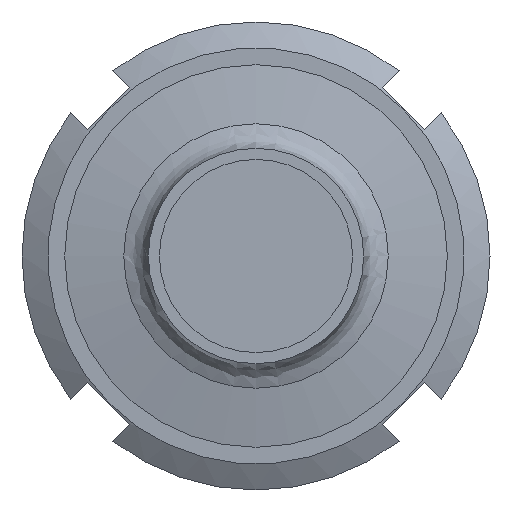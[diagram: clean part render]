
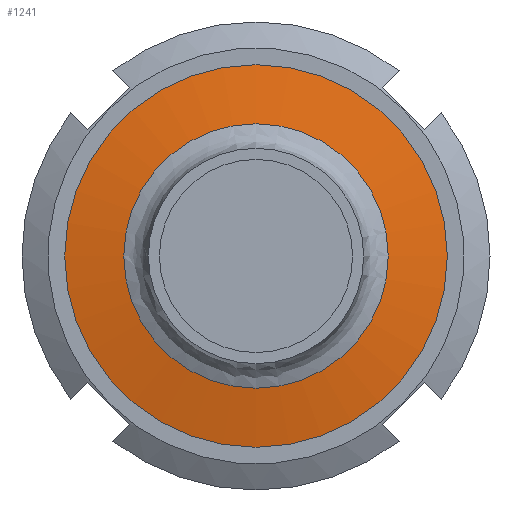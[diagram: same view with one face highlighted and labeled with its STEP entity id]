
A CAD part, left-side view. The second image highlights one B-rep face of the part: STEP entity #1241.
In plain terms, the highlighted conical face has half-angle 80 degrees and reference radius 20.125 mm.
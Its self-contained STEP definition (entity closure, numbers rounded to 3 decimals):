
#1102=CARTESIAN_POINT('',(15.,25.75,0.));
#1103=VERTEX_POINT('',#1102);
#1104=CARTESIAN_POINT('',(15.,0.,0.));
#1105=DIRECTION('',(1.0,0.,0.));
#1106=DIRECTION('',(0.,1.0,0.));
#1107=AXIS2_PLACEMENT_3D('',#1104,#1105,#1106);
#1108=CIRCLE('',#1107,25.75);
#1109=EDGE_CURVE('',#1103,#1103,#1108,.T.);
#1198=CARTESIAN_POINT('',(13.599,17.805,0.));
#1199=VERTEX_POINT('',#1198);
#1200=CARTESIAN_POINT('',(13.599,0.,0.));
#1201=DIRECTION('',(-1.0,0.,0.));
#1202=DIRECTION('',(0.,-1.0,0.));
#1203=AXIS2_PLACEMENT_3D('',#1200,#1201,#1202);
#1204=CIRCLE('',#1203,17.805);
#1205=EDGE_CURVE('',#1199,#1199,#1204,.T.);
#1230=CARTESIAN_POINT('',(14.008,0.,0.));
#1231=DIRECTION('',(1.0,0.,0.));
#1232=DIRECTION('',(0.,1.0,0.));
#1233=AXIS2_PLACEMENT_3D('',#1230,#1231,#1232);
#1234=CONICAL_SURFACE('',#1233,20.125,80.);
#1235=ORIENTED_EDGE('',*,*,#1109,.F.);
#1236=EDGE_LOOP('',(#1235));
#1237=FACE_OUTER_BOUND('',#1236,.T.);
#1238=ORIENTED_EDGE('',*,*,#1205,.F.);
#1239=EDGE_LOOP('',(#1238));
#1240=FACE_BOUND('',#1239,.T.);
#1241=ADVANCED_FACE('',(#1237,#1240),#1234,.T.);
